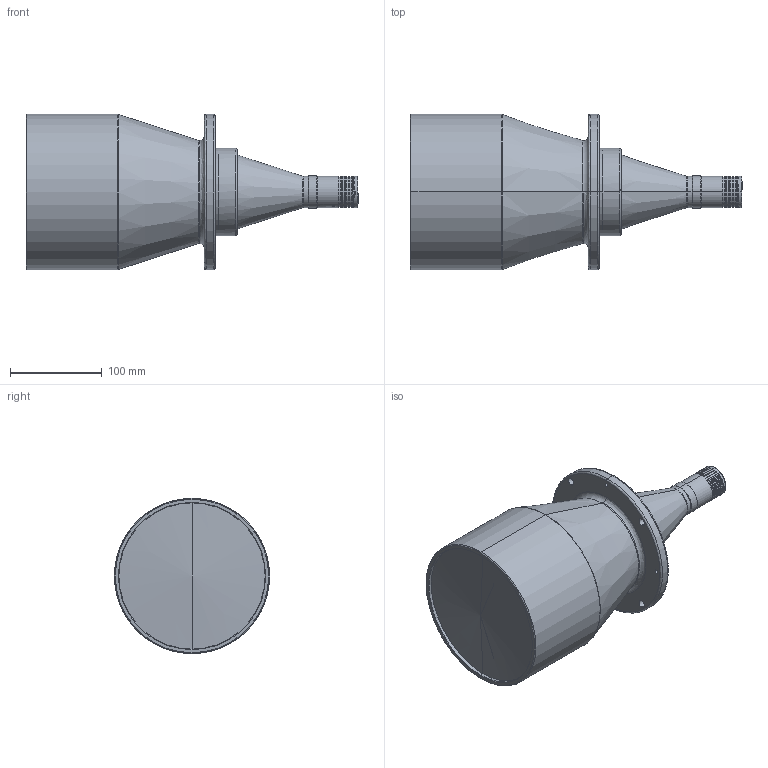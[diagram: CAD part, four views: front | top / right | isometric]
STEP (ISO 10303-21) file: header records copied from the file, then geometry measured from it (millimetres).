
FILE_DESCRIPTION (( 'STEP AP203' ), '1' );
FILE_NAME ('DTCL-136.STEP', '2019-12-02T01:42:09', ( 'Windows 蚚誧' ), ( '' ), 'SwSTEP 2.0', 'SolidWorks 2017', '' );
FILE_SCHEMA (( 'CONFIG_CONTROL_DESIGN' ));
Length unit declared in the file: millimetre
Products named in the file (1): DTCL-136
Bounding box: 361.46 x 169 x 169 mm (x, y, z)
Volume: 4319606.3 mm3; surface area: 185240.6 mm2
Topology: 1 solids, 4 shells, 166 faces, 393 edges, 244 vertices
Faces by surface type: cylinder 80, cone 38, plane 33, bspline 14, torus 1
Entity records: 5499 total; most frequent: CARTESIAN_POINT 1618, DIRECTION 860, ORIENTED_EDGE 758, EDGE_CURVE 379, AXIS2_PLACEMENT_3D 365, VERTEX_POINT 238, CIRCLE 215, EDGE_LOOP 201
